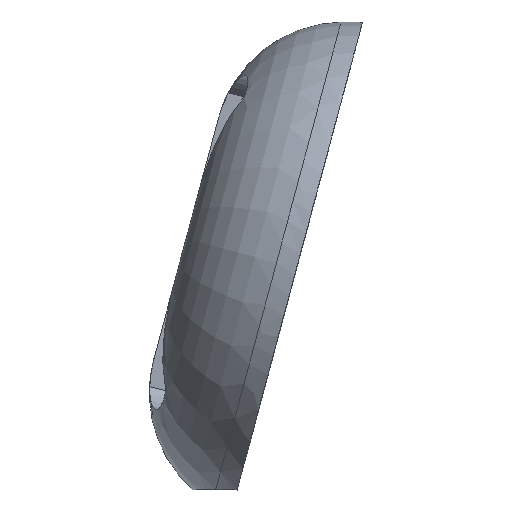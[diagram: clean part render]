
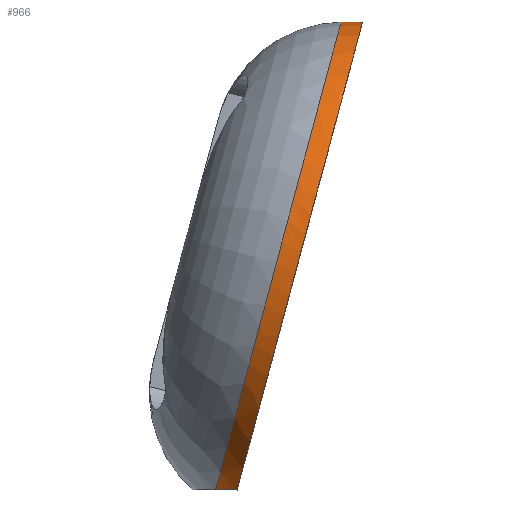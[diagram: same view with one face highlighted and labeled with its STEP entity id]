
A CAD part, top view. The second image highlights one B-rep face of the part: STEP entity #966.
In plain terms, the highlighted spherical face has radius 50 mm.
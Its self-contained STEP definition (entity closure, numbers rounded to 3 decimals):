
#40 = EDGE_CURVE ( 'NONE', #325, #2099, #2643, .T. ) ;
#83 = DIRECTION ( 'NONE',  ( 0.259, 0.966, 0. ) ) ;
#117 = EDGE_LOOP ( 'NONE', ( #2558, #260, #2807, #1372, #192 ) ) ;
#154 = CARTESIAN_POINT ( 'NONE',  ( 0., 0., 0. ) ) ;
#161 = VERTEX_POINT ( 'NONE', #2425 ) ;
#186 = AXIS2_PLACEMENT_3D ( 'NONE', #785, #1543, #83 ) ;
#192 = ORIENTED_EDGE ( 'NONE', *, *, #2093, .T. ) ;
#217 = VERTEX_POINT ( 'NONE', #364 ) ;
#260 = ORIENTED_EDGE ( 'NONE', *, *, #670, .T. ) ;
#304 = CIRCLE ( 'NONE', #757, 50. ) ;
#325 = VERTEX_POINT ( 'NONE', #2554 ) ;
#364 = CARTESIAN_POINT ( 'NONE',  ( 3.02, 49.909, 0. ) ) ;
#428 = CIRCLE ( 'NONE', #2521, 48.99 ) ;
#530 = CARTESIAN_POINT ( 'NONE',  ( 0., 0., 0. ) ) ;
#644 = CIRCLE ( 'NONE', #186, 48. ) ;
#670 = EDGE_CURVE ( 'NONE', #2594, #325, #644, .T. ) ;
#720 = EDGE_CURVE ( 'NONE', #2594, #161, #2744, .T. ) ;
#725 = AXIS2_PLACEMENT_3D ( 'NONE', #2630, #738, #2825 ) ;
#738 = DIRECTION ( 'NONE',  ( 0., 1., 0. ) ) ;
#757 = AXIS2_PLACEMENT_3D ( 'NONE', #530, #2622, #2875 ) ;
#785 = CARTESIAN_POINT ( 'NONE',  ( -13.523, 3.623, 0. ) ) ;
#956 = SPHERICAL_SURFACE ( 'NONE', #3033, 50. ) ;
#966 = ADVANCED_FACE ( 'NONE', ( #1148 ), #956, .T. ) ;
#1094 = CARTESIAN_POINT ( 'NONE',  ( 0., 0., 0. ) ) ;
#1097 = EDGE_CURVE ( 'NONE', #217, #2099, #428, .T. ) ;
#1148 = FACE_OUTER_BOUND ( 'NONE', #117, .T. ) ;
#1178 = AXIS2_PLACEMENT_3D ( 'NONE', #1094, #2750, #2269 ) ;
#1357 = CARTESIAN_POINT ( 'NONE',  ( -9.659, 2.588, 0. ) ) ;
#1372 = ORIENTED_EDGE ( 'NONE', *, *, #1097, .F. ) ;
#1543 = DIRECTION ( 'NONE',  ( 0.966, -0.259, 0. ) ) ;
#2093 = EDGE_CURVE ( 'NONE', #217, #161, #304, .T. ) ;
#2099 = VERTEX_POINT ( 'NONE', #2199 ) ;
#2199 = CARTESIAN_POINT ( 'NONE',  ( -21.071, -40., 21.355 ) ) ;
#2269 = DIRECTION ( 'NONE',  ( -1., 0., 0. ) ) ;
#2425 = CARTESIAN_POINT ( 'NONE',  ( 0., 50., 0. ) ) ;
#2521 = AXIS2_PLACEMENT_3D ( 'NONE', #1357, #3020, #2545 ) ;
#2545 = DIRECTION ( 'NONE',  ( 0.259, 0.966, 0. ) ) ;
#2554 = CARTESIAN_POINT ( 'NONE',  ( -25.212, -40., 16.259 ) ) ;
#2558 = ORIENTED_EDGE ( 'NONE', *, *, #720, .F. ) ;
#2594 = VERTEX_POINT ( 'NONE', #2696 ) ;
#2622 = DIRECTION ( 'NONE',  ( 0., 0., 1. ) ) ;
#2630 = CARTESIAN_POINT ( 'NONE',  ( 0., -40., 0. ) ) ;
#2643 = CIRCLE ( 'NONE', #725, 30. ) ;
#2696 = CARTESIAN_POINT ( 'NONE',  ( -1.1, 49.988, 0. ) ) ;
#2744 = CIRCLE ( 'NONE', #1178, 50. ) ;
#2750 = DIRECTION ( 'NONE',  ( 0., 0., -1. ) ) ;
#2807 = ORIENTED_EDGE ( 'NONE', *, *, #40, .T. ) ;
#2825 = DIRECTION ( 'NONE',  ( 0., 0., 1. ) ) ;
#2875 = DIRECTION ( 'NONE',  ( 1., 0., 0. ) ) ;
#2939 = DIRECTION ( 'NONE',  ( 1., 0., 0. ) ) ;
#2955 = DIRECTION ( 'NONE',  ( 0., 0., -1. ) ) ;
#3020 = DIRECTION ( 'NONE',  ( 0.966, -0.259, 0. ) ) ;
#3033 = AXIS2_PLACEMENT_3D ( 'NONE', #154, #2955, #2939 ) ;
